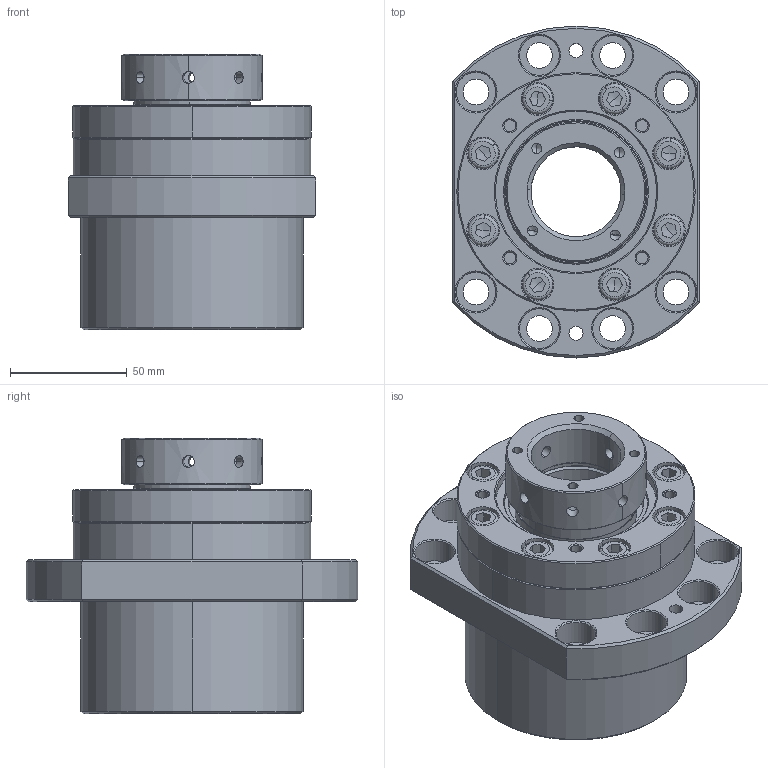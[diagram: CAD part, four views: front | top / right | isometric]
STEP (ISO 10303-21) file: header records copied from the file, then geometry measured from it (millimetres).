
FILE_DESCRIPTION (( 'STEP AP214' ), '1' );
FILE_NAME ('WBK40DFF_RN40W-Rollco.step', '2023-04-27T09:31:01', ( '' ), ( '' ), 'SwSTEP 2.0', 'SolidWorks 2010', '' );
FILE_SCHEMA (( 'AUTOMOTIVE_DESIGN' ));
Length unit declared in the file: millimetre
Products named in the file (8): WBK35-40DFF_house; 40TAC72-1; SBK25DFD_WBK35-40DFF_seal-1; WBK34-40DF-DFD_lid-1; WBK40_spacer-b18-1; MC6S-M8x20-1; RN40W; WBK40DFF_RN40W-Rollco
Assembly tree (19 placements, depth 2):
  WBK40DFF_RN40W-Rollco
    MC6S-M8x20-1  x8
    RN40W
    WBK35-40DFF_house
    40TAC72-1  x4
    SBK25DFD_WBK35-40DFF_seal-1  x2
    WBK34-40DF-DFD_lid-1
    WBK40_spacer-b18-1  x2
Bounding box: 106 x 142 x 118 mm (x, y, z)
Volume: 619941.1 mm3; surface area: 214711.7 mm2
Topology: 67 solids, 67 shells, 1055 faces, 2660 edges, 1568 vertices
Faces by surface type: cylinder 500, cone 210, bspline 200, plane 145
Entity records: 18124 total; most frequent: CARTESIAN_POINT 7522, DIRECTION 2232, ORIENTED_EDGE 2000, EDGE_CURVE 1000, AXIS2_PLACEMENT_3D 929, VERTEX_POINT 629, EDGE_LOOP 565, CIRCLE 499
